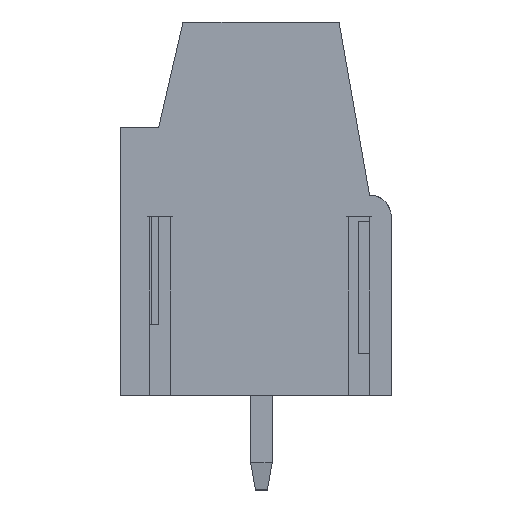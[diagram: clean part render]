
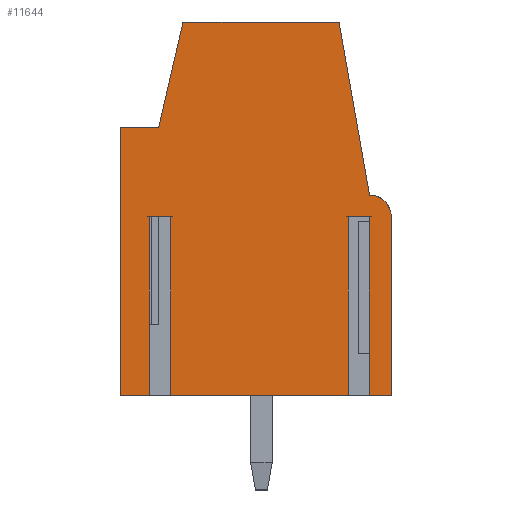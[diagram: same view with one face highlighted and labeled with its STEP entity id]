
A CAD part, left-side view. The second image highlights one B-rep face of the part: STEP entity #11644.
In plain terms, the highlighted planar face has unit normal (-1, 0, 0).
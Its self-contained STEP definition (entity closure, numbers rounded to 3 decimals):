
#11581=AXIS2_PLACEMENT_3D('Plane Axis2P3D',#11578,#11579,#11580) ;
#10556=CARTESIAN_POINT('Vertex',(0.,0.,3.5)) ;
#10559=CARTESIAN_POINT('Line Origine',(0.,0.405,3.5)) ;
#10563=CARTESIAN_POINT('Vertex',(0.,0.81,3.5)) ;
#10584=CARTESIAN_POINT('Vertex',(0.,1.59,3.5)) ;
#10587=CARTESIAN_POINT('Line Origine',(0.,4.875,3.5)) ;
#10591=CARTESIAN_POINT('Vertex',(0.,8.16,3.5)) ;
#10612=CARTESIAN_POINT('Vertex',(0.,8.94,3.5)) ;
#10615=CARTESIAN_POINT('Line Origine',(0.,9.47,3.5)) ;
#10619=CARTESIAN_POINT('Vertex',(0.,10.,3.5)) ;
#11063=CARTESIAN_POINT('Line Origine',(0.,10.,8.45)) ;
#11067=CARTESIAN_POINT('Vertex',(0.,10.,13.4)) ;
#11214=CARTESIAN_POINT('Vertex',(0.,8.6,13.4)) ;
#11217=CARTESIAN_POINT('Line Origine',(0.,8.15,15.35)) ;
#11221=CARTESIAN_POINT('Vertex',(0.,7.7,17.3)) ;
#11252=CARTESIAN_POINT('Line Origine',(0.,4.814,17.3)) ;
#11256=CARTESIAN_POINT('Vertex',(0.,1.928,17.3)) ;
#11319=CARTESIAN_POINT('Line Origine',(0.,1.364,14.1)) ;
#11323=CARTESIAN_POINT('Vertex',(0.,0.8,10.9)) ;
#11351=CARTESIAN_POINT('Control Point',(0.,0.,10.1)) ;
#11352=CARTESIAN_POINT('Control Point',(0.,0.,10.414)) ;
#11353=CARTESIAN_POINT('Control Point',(0.,0.168,10.732)) ;
#11354=CARTESIAN_POINT('Control Point',(0.,0.486,10.9)) ;
#11355=CARTESIAN_POINT('Control Point',(0.,0.8,10.9)) ;
#11356=CARTESIAN_POINT('Vertex',(0.,0.,10.1)) ;
#11385=CARTESIAN_POINT('Line Origine',(0.,0.,6.8)) ;
#11578=CARTESIAN_POINT('Axis2P3D Location',(0.,10.,0.3)) ;
#11583=CARTESIAN_POINT('Line Origine',(0.,1.59,6.8)) ;
#11587=CARTESIAN_POINT('Vertex',(0.,1.59,10.1)) ;
#11590=CARTESIAN_POINT('Line Origine',(0.,1.2,10.1)) ;
#11594=CARTESIAN_POINT('Vertex',(0.,0.81,10.1)) ;
#11597=CARTESIAN_POINT('Line Origine',(0.,0.81,6.8)) ;
#11602=CARTESIAN_POINT('Line Origine',(0.,9.3,13.4)) ;
#11607=CARTESIAN_POINT('Line Origine',(0.,8.94,6.8)) ;
#11611=CARTESIAN_POINT('Vertex',(0.,8.94,10.1)) ;
#11614=CARTESIAN_POINT('Line Origine',(0.,8.55,10.1)) ;
#11618=CARTESIAN_POINT('Vertex',(0.,8.16,10.1)) ;
#11621=CARTESIAN_POINT('Line Origine',(0.,8.16,6.8)) ;
#10560=DIRECTION('Vector Direction',(0.,-1.,0.)) ;
#10588=DIRECTION('Vector Direction',(0.,-1.,0.)) ;
#10616=DIRECTION('Vector Direction',(0.,-1.,0.)) ;
#11064=DIRECTION('Vector Direction',(0.,0.,-1.)) ;
#11218=DIRECTION('Vector Direction',(0.,0.225,-0.974)) ;
#11253=DIRECTION('Vector Direction',(0.,1.,0.)) ;
#11320=DIRECTION('Vector Direction',(0.,0.174,0.985)) ;
#11386=DIRECTION('Vector Direction',(0.,0.,1.)) ;
#11579=DIRECTION('Axis2P3D Direction',(-1.,0.,0.)) ;
#11580=DIRECTION('Axis2P3D XDirection',(0.,1.,0.)) ;
#11584=DIRECTION('Vector Direction',(0.,0.,1.)) ;
#11591=DIRECTION('Vector Direction',(0.,1.,0.)) ;
#11598=DIRECTION('Vector Direction',(0.,0.,1.)) ;
#11603=DIRECTION('Vector Direction',(0.,1.,0.)) ;
#11608=DIRECTION('Vector Direction',(0.,0.,1.)) ;
#11615=DIRECTION('Vector Direction',(0.,1.,0.)) ;
#11622=DIRECTION('Vector Direction',(0.,0.,1.)) ;
#10561=VECTOR('Line Direction',#10560,1.) ;
#10589=VECTOR('Line Direction',#10588,1.) ;
#10617=VECTOR('Line Direction',#10616,1.) ;
#11065=VECTOR('Line Direction',#11064,1.) ;
#11219=VECTOR('Line Direction',#11218,1.) ;
#11254=VECTOR('Line Direction',#11253,1.) ;
#11321=VECTOR('Line Direction',#11320,1.) ;
#11387=VECTOR('Line Direction',#11386,1.) ;
#11585=VECTOR('Line Direction',#11584,1.) ;
#11592=VECTOR('Line Direction',#11591,1.) ;
#11599=VECTOR('Line Direction',#11598,1.) ;
#11604=VECTOR('Line Direction',#11603,1.) ;
#11609=VECTOR('Line Direction',#11608,1.) ;
#11616=VECTOR('Line Direction',#11615,1.) ;
#11623=VECTOR('Line Direction',#11622,1.) ;
#11627=ORIENTED_EDGE('',*,*,#10593,.T.) ;
#11628=ORIENTED_EDGE('',*,*,#11589,.T.) ;
#11629=ORIENTED_EDGE('',*,*,#11596,.F.) ;
#11630=ORIENTED_EDGE('',*,*,#11601,.F.) ;
#11631=ORIENTED_EDGE('',*,*,#10565,.T.) ;
#11632=ORIENTED_EDGE('',*,*,#11389,.T.) ;
#11633=ORIENTED_EDGE('',*,*,#11358,.T.) ;
#11634=ORIENTED_EDGE('',*,*,#11325,.T.) ;
#11635=ORIENTED_EDGE('',*,*,#11258,.T.) ;
#11636=ORIENTED_EDGE('',*,*,#11223,.T.) ;
#11637=ORIENTED_EDGE('',*,*,#11606,.T.) ;
#11638=ORIENTED_EDGE('',*,*,#11069,.T.) ;
#11639=ORIENTED_EDGE('',*,*,#10621,.T.) ;
#11640=ORIENTED_EDGE('',*,*,#11613,.T.) ;
#11641=ORIENTED_EDGE('',*,*,#11620,.F.) ;
#11642=ORIENTED_EDGE('',*,*,#11625,.F.) ;
#11644=ADVANCED_FACE('HOUSING',(#11643),#11582,.T.) ;
#11350=B_SPLINE_CURVE_WITH_KNOTS('',4,(#11351,#11352,#11353,#11354,#11355),.UNSPECIFIED.,.F.,.U.,(5,5),(-0.628,0.628),.UNSPECIFIED.) ;
#10565=EDGE_CURVE('',#10564,#10557,#10562,.T.) ;
#10593=EDGE_CURVE('',#10592,#10585,#10590,.T.) ;
#10621=EDGE_CURVE('',#10620,#10613,#10618,.T.) ;
#11069=EDGE_CURVE('',#11068,#10620,#11066,.T.) ;
#11223=EDGE_CURVE('',#11222,#11215,#11220,.T.) ;
#11258=EDGE_CURVE('',#11257,#11222,#11255,.T.) ;
#11325=EDGE_CURVE('',#11324,#11257,#11322,.T.) ;
#11358=EDGE_CURVE('',#11357,#11324,#11350,.T.) ;
#11389=EDGE_CURVE('',#10557,#11357,#11388,.T.) ;
#11589=EDGE_CURVE('',#10585,#11588,#11586,.T.) ;
#11596=EDGE_CURVE('',#11595,#11588,#11593,.T.) ;
#11601=EDGE_CURVE('',#10564,#11595,#11600,.T.) ;
#11606=EDGE_CURVE('',#11215,#11068,#11605,.T.) ;
#11613=EDGE_CURVE('',#10613,#11612,#11610,.T.) ;
#11620=EDGE_CURVE('',#11619,#11612,#11617,.T.) ;
#11625=EDGE_CURVE('',#10592,#11619,#11624,.T.) ;
#11626=EDGE_LOOP('',(#11627,#11628,#11629,#11630,#11631,#11632,#11633,#11634,#11635,#11636,#11637,#11638,#11639,#11640,#11641,#11642)) ;
#11643=FACE_OUTER_BOUND('',#11626,.T.) ;
#10562=LINE('Line',#10559,#10561) ;
#10590=LINE('Line',#10587,#10589) ;
#10618=LINE('Line',#10615,#10617) ;
#11066=LINE('Line',#11063,#11065) ;
#11220=LINE('Line',#11217,#11219) ;
#11255=LINE('Line',#11252,#11254) ;
#11322=LINE('Line',#11319,#11321) ;
#11388=LINE('Line',#11385,#11387) ;
#11586=LINE('Line',#11583,#11585) ;
#11593=LINE('Line',#11590,#11592) ;
#11600=LINE('Line',#11597,#11599) ;
#11605=LINE('Line',#11602,#11604) ;
#11610=LINE('Line',#11607,#11609) ;
#11617=LINE('Line',#11614,#11616) ;
#11624=LINE('Line',#11621,#11623) ;
#11582=PLANE('',#11581) ;
#10557=VERTEX_POINT('',#10556) ;
#10564=VERTEX_POINT('',#10563) ;
#10585=VERTEX_POINT('',#10584) ;
#10592=VERTEX_POINT('',#10591) ;
#10613=VERTEX_POINT('',#10612) ;
#10620=VERTEX_POINT('',#10619) ;
#11068=VERTEX_POINT('',#11067) ;
#11215=VERTEX_POINT('',#11214) ;
#11222=VERTEX_POINT('',#11221) ;
#11257=VERTEX_POINT('',#11256) ;
#11324=VERTEX_POINT('',#11323) ;
#11357=VERTEX_POINT('',#11356) ;
#11588=VERTEX_POINT('',#11587) ;
#11595=VERTEX_POINT('',#11594) ;
#11612=VERTEX_POINT('',#11611) ;
#11619=VERTEX_POINT('',#11618) ;
